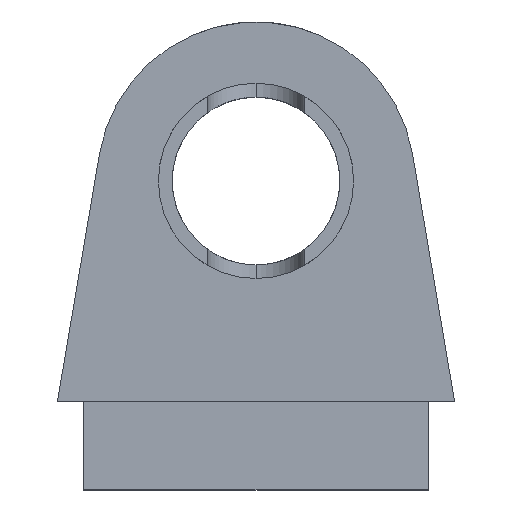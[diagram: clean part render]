
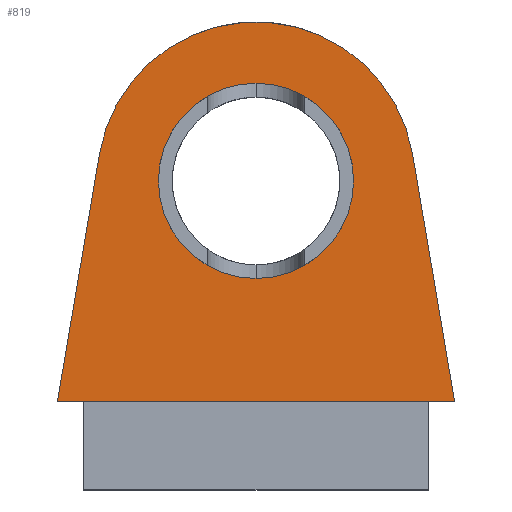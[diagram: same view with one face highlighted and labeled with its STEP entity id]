
A CAD part, top view. The second image highlights one B-rep face of the part: STEP entity #819.
In plain terms, the highlighted planar face has unit normal (0, 0, 1).
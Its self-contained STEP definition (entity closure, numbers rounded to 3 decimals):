
#132=DIRECTION('',(1.,0.,0.));
#133=VECTOR('',#132,45.);
#134=CARTESIAN_POINT('',(-22.5,-25.,15.));
#135=LINE('',#134,#133);
#321=DIRECTION('',(-0.167,-0.986,0.));
#322=VECTOR('',#321,28.412);
#323=CARTESIAN_POINT('',(-17.746,3.012,15.));
#324=LINE('',#323,#322);
#325=CARTESIAN_POINT('',(0.,0.,15.));
#326=DIRECTION('',(0.,0.,1.));
#327=DIRECTION('',(0.986,0.167,0.));
#328=AXIS2_PLACEMENT_3D('',#325,#326,#327);
#330=DIRECTION('',(-0.167,0.986,0.));
#331=VECTOR('',#330,28.412);
#332=CARTESIAN_POINT('',(22.5,-25.,15.));
#333=LINE('',#332,#331);
#334=CARTESIAN_POINT('',(0.,0.,15.));
#335=DIRECTION('',(0.,0.,1.));
#336=DIRECTION('',(1.,0.,0.));
#337=AXIS2_PLACEMENT_3D('',#334,#335,#336);
#339=CARTESIAN_POINT('',(0.,0.,15.));
#340=DIRECTION('',(0.,0.,1.));
#341=DIRECTION('',(-1.,0.,0.));
#342=AXIS2_PLACEMENT_3D('',#339,#340,#341);
#393=CARTESIAN_POINT('',(22.5,-25.,15.));
#394=CARTESIAN_POINT('',(17.746,3.012,15.));
#395=VERTEX_POINT('',#393);
#396=VERTEX_POINT('',#394);
#397=CARTESIAN_POINT('',(-17.746,3.012,15.));
#398=VERTEX_POINT('',#397);
#399=CARTESIAN_POINT('',(-22.5,-25.,15.));
#400=VERTEX_POINT('',#399);
#425=CARTESIAN_POINT('',(11.063,0.,15.));
#426=CARTESIAN_POINT('',(-11.063,0.,15.));
#427=VERTEX_POINT('',#425);
#428=VERTEX_POINT('',#426);
#803=CARTESIAN_POINT('',(0.,0.,15.));
#804=DIRECTION('',(0.,0.,1.));
#805=DIRECTION('',(1.,0.,0.));
#806=AXIS2_PLACEMENT_3D('',#803,#804,#805);
#807=PLANE('',#806);
#808=ORIENTED_EDGE('',*,*,#605,.F.);
#810=ORIENTED_EDGE('',*,*,#809,.F.);
#811=ORIENTED_EDGE('',*,*,#565,.F.);
#812=ORIENTED_EDGE('',*,*,#585,.F.);
#813=EDGE_LOOP('',(#808,#810,#811,#812));
#814=FACE_OUTER_BOUND('',#813,.F.);
#815=ORIENTED_EDGE('',*,*,#779,.T.);
#816=ORIENTED_EDGE('',*,*,#795,.T.);
#817=EDGE_LOOP('',(#815,#816));
#818=FACE_BOUND('',#817,.F.);
#819=ADVANCED_FACE('',(#814,#818),#807,.T.);
#329=CIRCLE('',#328,18.);
#338=CIRCLE('',#337,11.063);
#343=CIRCLE('',#342,11.063);
#565=EDGE_CURVE('',#396,#398,#329,.T.);
#585=EDGE_CURVE('',#395,#396,#333,.T.);
#605=EDGE_CURVE('',#400,#395,#135,.T.);
#779=EDGE_CURVE('',#427,#428,#338,.T.);
#795=EDGE_CURVE('',#428,#427,#343,.T.);
#809=EDGE_CURVE('',#398,#400,#324,.T.);
